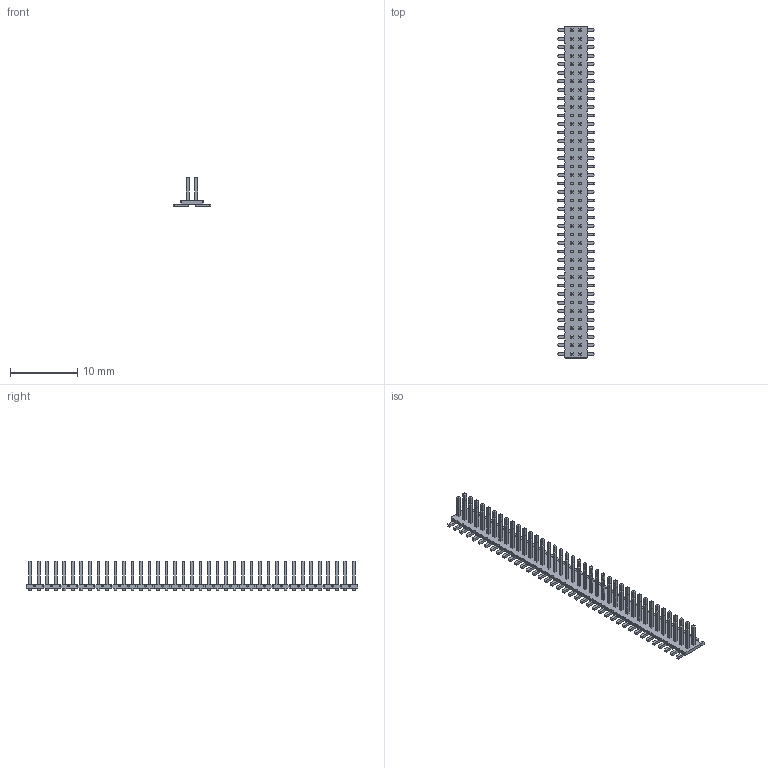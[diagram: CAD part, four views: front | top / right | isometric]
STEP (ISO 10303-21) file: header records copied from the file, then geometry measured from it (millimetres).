
FILE_DESCRIPTION(/* description */ ('model of PinHeader_2x39_P1.27mm_Vertical_SMD'),/* implementation_level */ '2;1');
FILE_NAME(/* name */ 'PinHeader_2x39_P1.27mm_Vertical_SMD.step',/* time_stamp */ '2018-01-24T13:14:12',/* author */ ('kicad StepUp','ksu'),/* organization */ ('FreeCAD'),/* preprocessor_version */ 'OCC',/* originating_system */ 'kicad StepUp',/* authorisation */ '');
FILE_SCHEMA(('AUTOMOTIVE_DESIGN { 1 0 10303 214 1 1 1 1 }'));
Length unit declared in the file: millimetre
Products named in the file (2): PinHeader_2x39_P127mm_Vertical_SMD; Shape0_320613148571
Bounding box: 5.57 x 49.53 x 4.4 mm (x, y, z)
Volume: 160.7 mm3; surface area: 1180.6 mm2
Topology: 79 solids, 79 shells, 1564 faces, 3594 edges, 2188 vertices
Faces by surface type: plane 1486, cylinder 78
Entity records: 27814 total; most frequent: ORIENTED_EDGE 5470, CARTESIAN_POINT 4689, EDGE_CURVE 3594, LINE 3438, VERTEX_POINT 2188, AXIS2_PLACEMENT_3D 1682, ADVANCED_FACE 1564, FACE_BOUND 1564
